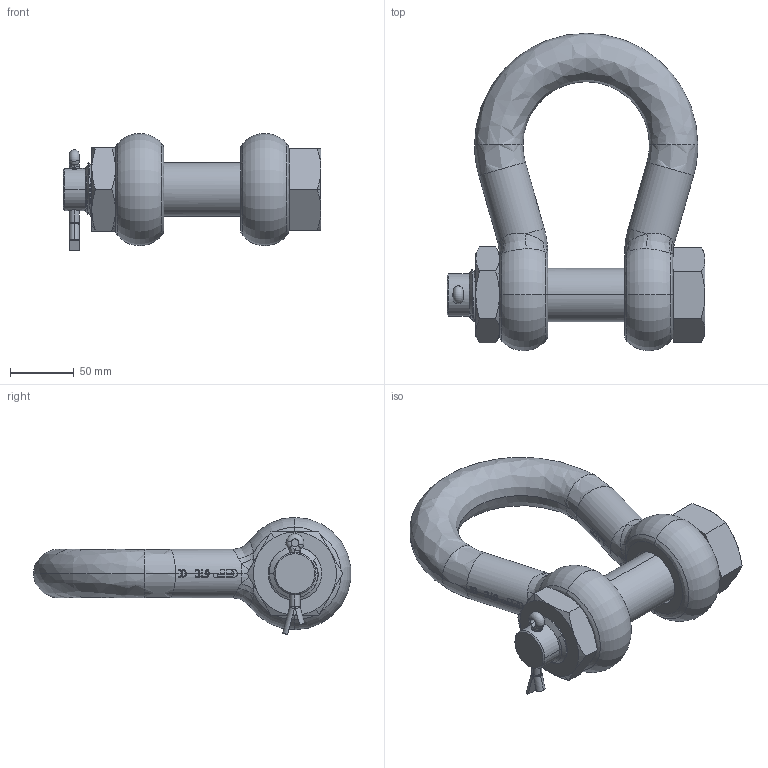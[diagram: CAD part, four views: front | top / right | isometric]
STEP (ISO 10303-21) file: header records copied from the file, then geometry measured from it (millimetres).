
FILE_DESCRIPTION(('STEP AP214'),'1');
FILE_NAME('gpghmb38.stp','2017-03-31T06:01:00',('TraceParts'),('TraceParts S.A.'),'Spatial InterOp 3D',' ',' ');
FILE_SCHEMA(('automotive_design'));
Length unit declared in the file: millimetre
Products named in the file (4): gpghmb38_1; gpghmb38_2; gpghmb38_3; gpghmb38_4
Bounding box: 202 x 248.68 x 91.86 mm (x, y, z)
Volume: 1073884.7 mm3; surface area: 138745.3 mm2
Topology: 4 solids, 4 shells, 726 faces, 2004 edges, 1300 vertices
Faces by surface type: plane 301, bspline 258, cylinder 128, cone 28, torus 11
Entity records: 34456 total; most frequent: CARTESIAN_POINT 18618, ORIENTED_EDGE 3992, DIRECTION 2228, EDGE_CURVE 1996, VERTEX_POINT 1300, LINE 952, VECTOR 952, EDGE_LOOP 756
